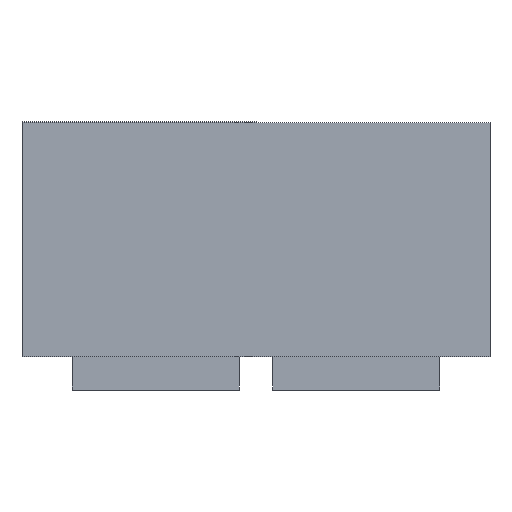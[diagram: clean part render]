
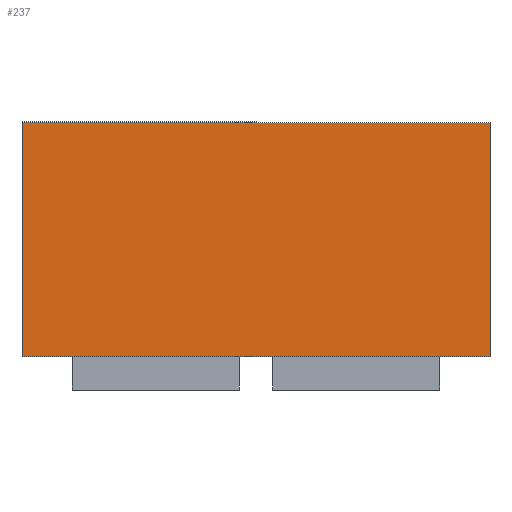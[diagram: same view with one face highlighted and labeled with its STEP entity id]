
A CAD part, front view. The second image highlights one B-rep face of the part: STEP entity #237.
In plain terms, the highlighted planar face has unit normal (0, -1, 0).
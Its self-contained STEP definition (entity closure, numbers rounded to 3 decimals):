
#32 = VERTEX_POINT('',#33);
#33 = CARTESIAN_POINT('',(0.35,-0.55,0.));
#39 = EDGE_CURVE('',#32,#40,#42,.T.);
#40 = VERTEX_POINT('',#41);
#41 = CARTESIAN_POINT('',(-0.35,-0.55,0.));
#42 = LINE('',#43,#44);
#43 = CARTESIAN_POINT('',(0.35,-0.55,0.));
#44 = VECTOR('',#45,1.);
#45 = DIRECTION('',(-1.,0.,0.));
#172 = VERTEX_POINT('',#173);
#173 = CARTESIAN_POINT('',(0.35,-0.55,0.35));
#179 = EDGE_CURVE('',#32,#172,#180,.T.);
#180 = LINE('',#181,#182);
#181 = CARTESIAN_POINT('',(0.35,-0.55,0.));
#182 = VECTOR('',#183,1.);
#183 = DIRECTION('',(0.,0.,1.));
#211 = EDGE_CURVE('',#172,#212,#214,.T.);
#212 = VERTEX_POINT('',#213);
#213 = CARTESIAN_POINT('',(-0.35,-0.55,0.35));
#214 = LINE('',#215,#216);
#215 = CARTESIAN_POINT('',(0.35,-0.55,0.35));
#216 = VECTOR('',#217,1.);
#217 = DIRECTION('',(-1.,0.,0.));
#237 = ADVANCED_FACE('',(#238),#249,.T.);
#238 = FACE_BOUND('',#239,.T.);
#239 = EDGE_LOOP('',(#240,#241,#242,#248));
#240 = ORIENTED_EDGE('',*,*,#179,.T.);
#241 = ORIENTED_EDGE('',*,*,#211,.T.);
#242 = ORIENTED_EDGE('',*,*,#243,.F.);
#243 = EDGE_CURVE('',#40,#212,#244,.T.);
#244 = LINE('',#245,#246);
#245 = CARTESIAN_POINT('',(-0.35,-0.55,0.));
#246 = VECTOR('',#247,1.);
#247 = DIRECTION('',(0.,0.,1.));
#248 = ORIENTED_EDGE('',*,*,#39,.F.);
#249 = PLANE('',#250);
#250 = AXIS2_PLACEMENT_3D('',#251,#252,#253);
#251 = CARTESIAN_POINT('',(0.35,-0.55,0.));
#252 = DIRECTION('',(0.,-1.,0.));
#253 = DIRECTION('',(-1.,0.,0.));
